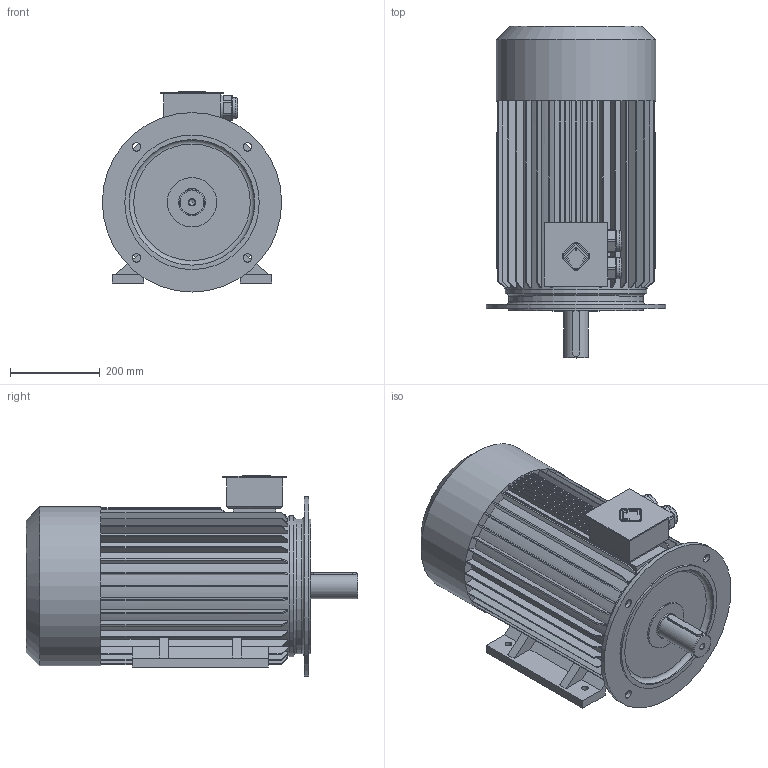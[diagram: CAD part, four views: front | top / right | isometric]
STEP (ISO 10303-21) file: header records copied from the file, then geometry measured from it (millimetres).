
FILE_DESCRIPTION(/* description */ ('Unknown'),/* implementation_level */ '2;1');
FILE_NAME(/* name */ 'A180M4-8_В35',/* time_stamp */ '2021-05-18T11:14:01+03:00',/* author */ ('Unknown'),/* organization */ ('Unknown'),/* preprocessor_version */ 'ST-DEVELOPER v16',/* originating_system */ 'DEX',/* authorisation */ $);
FILE_SCHEMA (('AUTOMOTIVE_DESIGN {1 0 10303 214 3 1 1}'));
Length unit declared in the file: millimetre
Products named in the file (1): A180M4-8_ﾂ35
Bounding box: 400 x 740 x 446 mm (x, y, z)
Volume: 55226634 mm3; surface area: 1779540.7 mm2
Topology: 1 solids, 1 shells, 409 faces, 1156 edges, 765 vertices
Faces by surface type: plane 290, cylinder 76, cone 38, torus 5
Full cylindrical faces by diameter (mm): 13.835 x2, 15 x4, 19 x4, 47.095 x2, 55 x1, 56.5 x2, 60 x1, 110 x1, 280 x1, 300 x2, 310 x1, 315 x1, 355 x1, 400 x1
Entity records: 16151 total; most frequent: CARTESIAN_POINT 2698, ORIENTED_EDGE 2210, DIRECTION 2177, EDGE_CURVE 1105, VERTEX_POINT 749, AXIS2_PLACEMENT_3D 732, LINE 713, VECTOR 713
